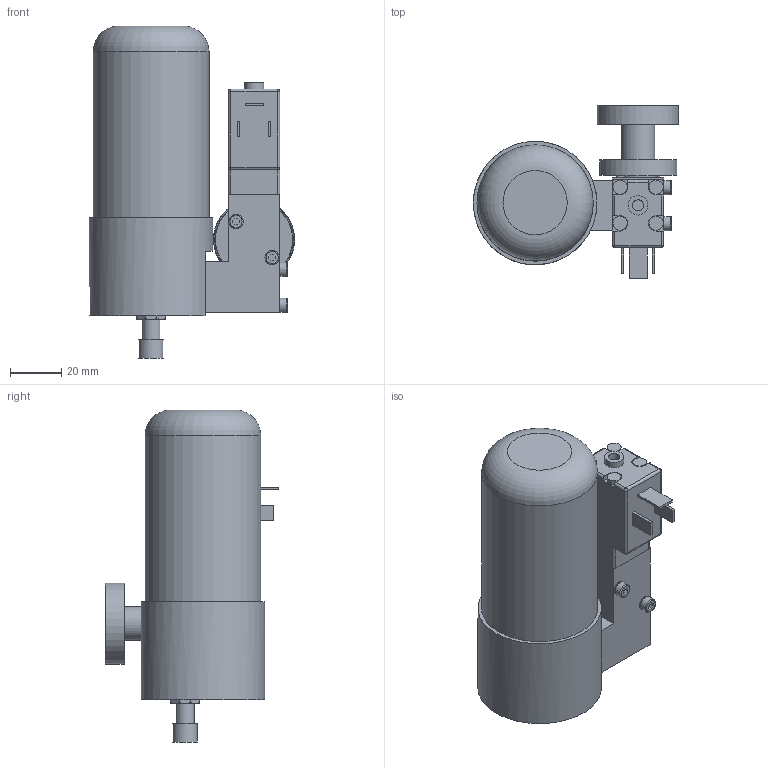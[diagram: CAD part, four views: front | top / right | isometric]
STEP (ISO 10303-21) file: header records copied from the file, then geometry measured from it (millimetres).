
FILE_DESCRIPTION(/* description */ (''),/* implementation_level */ '2;1');
FILE_NAME(/* name */ '560_323_004.stp',/* time_stamp */ '2014-06-02T08:34:52+02:00',/* author */ (''),/* organization */ (''),/* preprocessor_version */ 'ST-DEVELOPER v11',/* originating_system */ 'SIEMENS UGS NX 6.0',/* authorisation */ '');
FILE_SCHEMA (('CONFIG_CONTROL_DESIGN'));
Length unit declared in the file: millimetre
Products named in the file (17): 20028147_001; 20028572_001; 200001561_001; 20003698_001; 20103200_001; 200002065_003; 20028679_001; 20062151_001; 20062153_001; 34860112_001; 20180165_001; 20057199_002; 23970108_002; 20062167_001; 20058991_002; 200003570_002; 560-323_004
Assembly tree (20 placements, depth 4):
  560-323_004
    200003570_002
      20062153_001
      20062151_001
      20058991_002
        200001561_001
        20028572_001
        20028147_001
      20028679_001
      23970108_002
      200002065_003
      20103200_001  x2
      20003698_001
    20062167_001
    23970108_002
    20057199_002  x2
    20180165_001  x2
    34860112_001
Bounding box: 79.78 x 67.4 x 129 mm (x, y, z)
Volume: 100017.2 mm3; surface area: 65090.7 mm2
Topology: 22 solids, 22 shells, 313 faces, 676 edges, 436 vertices
Faces by surface type: plane 170, cylinder 93, cone 28, torus 18, sphere 4
Full cylindrical faces by diameter (mm): 0.3 x1, 0.6 x1, 1.6 x2, 1.8 x1, 2 x4, 2.5 x7, 3 x9, 3.2 x6, 3.5 x5, 4.3 x1, 4.351 x1, 4.5 x1, 5 x1, 5.5 x10, 5.8 x1, 6 x1, 6.8 x1, 7.25 x1, 7.6 x1, 9.5 x1, 9.7 x1, 9.8 x1, 13 x1, 13.908 x1, 14 x1, 14.683 x1, 14.8 x1, 17.2 x1, 24 x1, 30 x4
Entity records: 8961 total; most frequent: CARTESIAN_POINT 1344, DIRECTION 1235, ORIENTED_EDGE 928, AXIS2_PLACEMENT_3D 512, EDGE_CURVE 464, EDGE_LOOP 439, VERTEX_POINT 355, FACE_BOUND 310
